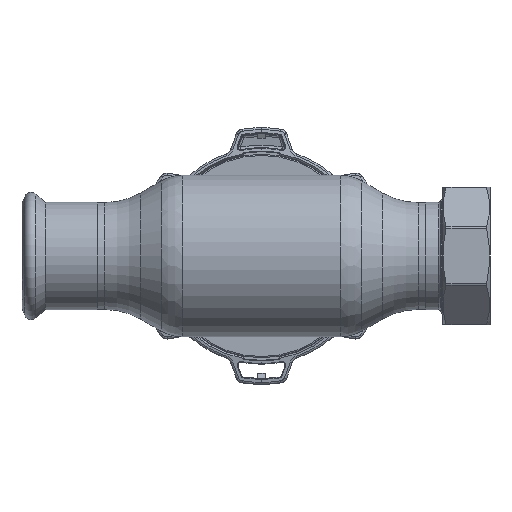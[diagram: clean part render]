
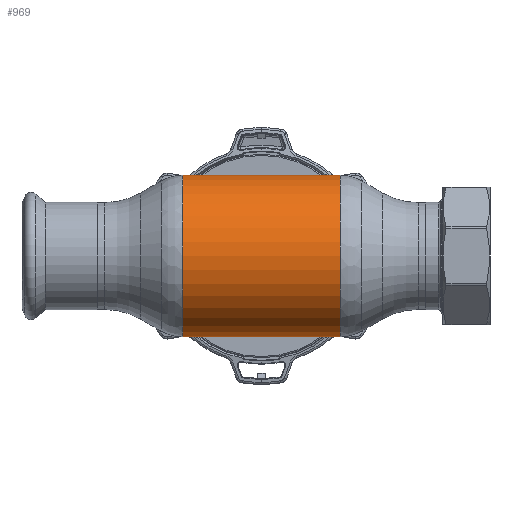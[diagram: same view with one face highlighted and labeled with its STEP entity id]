
A CAD part, front view. The second image highlights one B-rep face of the part: STEP entity #969.
In plain terms, the highlighted cylindrical face has radius 34 mm (diameter 68 mm), a partial arc.
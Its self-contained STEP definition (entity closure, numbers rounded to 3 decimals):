
#156 = DIRECTION ( 'NONE',  ( 0., 0., -1. ) ) ;
#969 = ADVANCED_FACE ( 'NONE', ( #27890 ), #8085, .T. ) ;
#1077 = AXIS2_PLACEMENT_3D ( 'NONE', #30219, #14204, #19255 ) ;
#1751 = EDGE_LOOP ( 'NONE', ( #4068, #28611, #34687, #13260 ) ) ;
#2028 = AXIS2_PLACEMENT_3D ( 'NONE', #5347, #27682, #2650 ) ;
#2036 = EDGE_CURVE ( 'NONE', #19494, #17591, #26193, .T. ) ;
#2650 = DIRECTION ( 'NONE',  ( 0., 0., -1. ) ) ;
#4068 = ORIENTED_EDGE ( 'NONE', *, *, #16877, .F. ) ;
#5045 = CARTESIAN_POINT ( 'NONE',  ( 62.69, 0., -34. ) ) ;
#5347 = CARTESIAN_POINT ( 'NONE',  ( 33.177, 0., 0. ) ) ;
#5775 = CARTESIAN_POINT ( 'NONE',  ( -33.177, 0., 34. ) ) ;
#6516 = LINE ( 'NONE', #22773, #29222 ) ;
#8085 = CYLINDRICAL_SURFACE ( 'NONE', #8877, 34. ) ;
#8877 = AXIS2_PLACEMENT_3D ( 'NONE', #22003, #24829, #156 ) ;
#9575 = DIRECTION ( 'NONE',  ( 1., 0., 0. ) ) ;
#11225 = CARTESIAN_POINT ( 'NONE',  ( 33.177, 0., 34. ) ) ;
#12053 = VECTOR ( 'NONE', #20649, 1000. ) ;
#13260 = ORIENTED_EDGE ( 'NONE', *, *, #2036, .F. ) ;
#14204 = DIRECTION ( 'NONE',  ( 1., 0., 0. ) ) ;
#16877 = EDGE_CURVE ( 'NONE', #34502, #19494, #6516, .T. ) ;
#17591 = VERTEX_POINT ( 'NONE', #34891 ) ;
#19255 = DIRECTION ( 'NONE',  ( 0., 0., -1. ) ) ;
#19494 = VERTEX_POINT ( 'NONE', #11225 ) ;
#20649 = DIRECTION ( 'NONE',  ( 1., 0., 0. ) ) ;
#22003 = CARTESIAN_POINT ( 'NONE',  ( 62.69, 0., 0. ) ) ;
#22773 = CARTESIAN_POINT ( 'NONE',  ( 62.69, 0., 34. ) ) ;
#22983 = EDGE_CURVE ( 'NONE', #35003, #17591, #29401, .T. ) ;
#24829 = DIRECTION ( 'NONE',  ( 1., 0., 0. ) ) ;
#25817 = CIRCLE ( 'NONE', #1077, 34. ) ;
#26193 = CIRCLE ( 'NONE', #2028, 34. ) ;
#27682 = DIRECTION ( 'NONE',  ( 1., 0., 0. ) ) ;
#27890 = FACE_OUTER_BOUND ( 'NONE', #1751, .T. ) ;
#28611 = ORIENTED_EDGE ( 'NONE', *, *, #30710, .T. ) ;
#29222 = VECTOR ( 'NONE', #9575, 1000. ) ;
#29401 = LINE ( 'NONE', #5045, #12053 ) ;
#30013 = CARTESIAN_POINT ( 'NONE',  ( -33.177, 0., -34. ) ) ;
#30219 = CARTESIAN_POINT ( 'NONE',  ( -33.177, 0., 0. ) ) ;
#30710 = EDGE_CURVE ( 'NONE', #34502, #35003, #25817, .T. ) ;
#34502 = VERTEX_POINT ( 'NONE', #5775 ) ;
#34687 = ORIENTED_EDGE ( 'NONE', *, *, #22983, .T. ) ;
#34891 = CARTESIAN_POINT ( 'NONE',  ( 33.177, 0., -34. ) ) ;
#35003 = VERTEX_POINT ( 'NONE', #30013 ) ;
